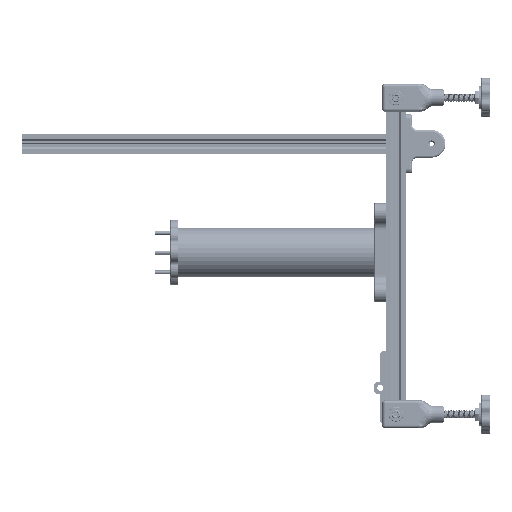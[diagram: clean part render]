
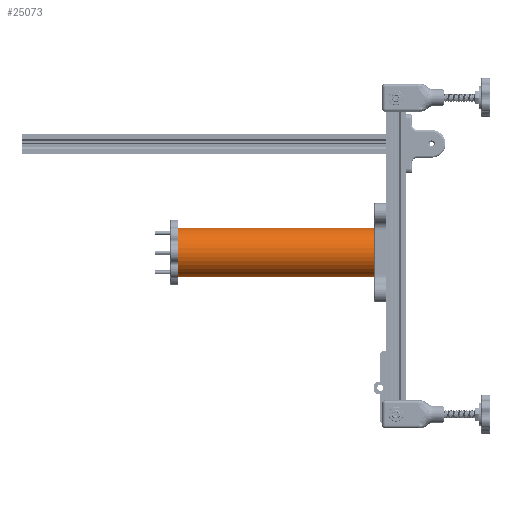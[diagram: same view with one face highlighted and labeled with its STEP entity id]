
A CAD part, left-side view. The second image highlights one B-rep face of the part: STEP entity #25073.
In plain terms, the highlighted cylindrical face has radius 25 mm (diameter 50 mm), a full revolution.
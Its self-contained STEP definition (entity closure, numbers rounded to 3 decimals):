
#2413=FACE_OUTER_BOUND('',#3883,.T.);
#3883=EDGE_LOOP('',(#17094,#17095,#17096,#17097));
#5536=LINE('',#37004,#7735);
#7735=VECTOR('',#29547,25.);
#9938=CIRCLE('',#26891,25.);
#9939=CIRCLE('',#26892,25.);
#10933=VERTEX_POINT('',#37001);
#10934=VERTEX_POINT('',#37003);
#13316=EDGE_CURVE('',#10933,#10933,#9938,.T.);
#13317=EDGE_CURVE('',#10933,#10934,#5536,.T.);
#13318=EDGE_CURVE('',#10934,#10934,#9939,.T.);
#17094=ORIENTED_EDGE('',*,*,#13316,.F.);
#17095=ORIENTED_EDGE('',*,*,#13317,.T.);
#17096=ORIENTED_EDGE('',*,*,#13318,.T.);
#17097=ORIENTED_EDGE('',*,*,#13317,.F.);
#24630=CYLINDRICAL_SURFACE('',#26890,25.);
#25073=ADVANCED_FACE('',(#2413),#24630,.T.);
#26890=AXIS2_PLACEMENT_3D('',#37000,#29543,#29544);
#26891=AXIS2_PLACEMENT_3D('',#37002,#29545,#29546);
#26892=AXIS2_PLACEMENT_3D('',#37005,#29548,#29549);
#29543=DIRECTION('center_axis',(0.,1.,0.));
#29544=DIRECTION('ref_axis',(1.,0.,0.));
#29545=DIRECTION('center_axis',(0.,1.,0.));
#29546=DIRECTION('ref_axis',(1.,0.,0.));
#29547=DIRECTION('',(0.,-1.,0.));
#29548=DIRECTION('center_axis',(0.,1.,0.));
#29549=DIRECTION('ref_axis',(1.,0.,0.));
#37000=CARTESIAN_POINT('Origin',(0.,0.,0.));
#37001=CARTESIAN_POINT('',(-25.,200.,0.));
#37002=CARTESIAN_POINT('Origin',(0.,200.,0.));
#37003=CARTESIAN_POINT('',(-25.,0.,0.));
#37004=CARTESIAN_POINT('',(-25.,0.,0.));
#37005=CARTESIAN_POINT('Origin',(0.,0.,0.));
